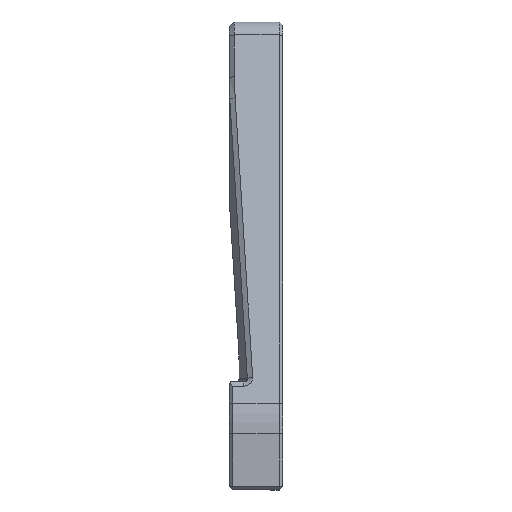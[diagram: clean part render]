
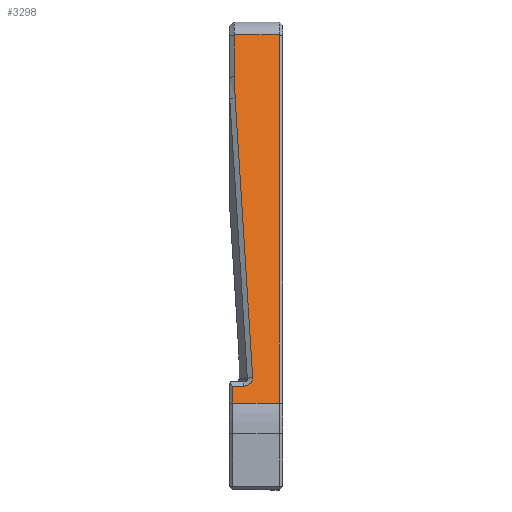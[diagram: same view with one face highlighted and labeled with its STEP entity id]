
A CAD part, left-side view. The second image highlights one B-rep face of the part: STEP entity #3298.
In plain terms, the highlighted planar face has unit normal (-0.959, 0, 0.283).
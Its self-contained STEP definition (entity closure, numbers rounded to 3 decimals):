
#17 = ORIENTED_EDGE ( 'NONE', *, *, #4754, .T. ) ;
#23 = DIRECTION ( 'NONE',  ( -0.283, 0., -0.959 ) ) ;
#178 = ORIENTED_EDGE ( 'NONE', *, *, #3353, .T. ) ;
#219 = DIRECTION ( 'NONE',  ( -0.283, 0., -0.959 ) ) ;
#232 = EDGE_CURVE ( 'NONE', #415, #649, #3629, .T. ) ;
#310 = DIRECTION ( 'NONE',  ( 0., -1., 0. ) ) ;
#415 = VERTEX_POINT ( 'NONE', #4198 ) ;
#431 = FACE_OUTER_BOUND ( 'NONE', #1622, .T. ) ;
#453 = ORIENTED_EDGE ( 'NONE', *, *, #2691, .T. ) ;
#459 = ORIENTED_EDGE ( 'NONE', *, *, #1418, .T. ) ;
#588 = VECTOR ( 'NONE', #310, 1000. ) ;
#649 = VERTEX_POINT ( 'NONE', #5428 ) ;
#739 = ORIENTED_EDGE ( 'NONE', *, *, #5628, .T. ) ;
#740 = CARTESIAN_POINT ( 'NONE',  ( -59.516, 8.675, 30.098 ) ) ;
#782 = CARTESIAN_POINT ( 'NONE',  ( -61.271, 15., 24.161 ) ) ;
#856 = CARTESIAN_POINT ( 'NONE',  ( -34.45, 13.489, 114.939 ) ) ;
#915 = CARTESIAN_POINT ( 'NONE',  ( -35.635, 13.427, 110.928 ) ) ;
#949 = CARTESIAN_POINT ( 'NONE',  ( -34.45, 13.489, 114.939 ) ) ;
#1203 = DIRECTION ( 'NONE',  ( -0.283, 0., -0.959 ) ) ;
#1347 = EDGE_CURVE ( 'NONE', #5719, #4586, #1562, .T. ) ;
#1418 = EDGE_CURVE ( 'NONE', #4586, #4129, #1924, .T. ) ;
#1562 = LINE ( 'NONE', #2616, #3979 ) ;
#1587 = CARTESIAN_POINT ( 'NONE',  ( -61.271, 14., 24.161 ) ) ;
#1613 = CARTESIAN_POINT ( 'NONE',  ( -59.736, 9.294, 29.355 ) ) ;
#1622 = EDGE_LOOP ( 'NONE', ( #453, #1959, #178, #4797, #739, #17, #1785, #459, #2992 ) ) ;
#1778 = DIRECTION ( 'NONE',  ( 0.283, 0., 0.959 ) ) ;
#1785 = ORIENTED_EDGE ( 'NONE', *, *, #1347, .T. ) ;
#1826 = CARTESIAN_POINT ( 'NONE',  ( -36.215, 13.304, 108.965 ) ) ;
#1924 = LINE ( 'NONE', #782, #588 ) ;
#1959 = ORIENTED_EDGE ( 'NONE', *, *, #5709, .T. ) ;
#2002 = VERTEX_POINT ( 'NONE', #5456 ) ;
#2029 = CARTESIAN_POINT ( 'NONE',  ( -59.337, 8.456, 30.706 ) ) ;
#2050 = VECTOR ( 'NONE', #5928, 1000. ) ;
#2187 = CARTESIAN_POINT ( 'NONE',  ( -59.865, 10.172, 28.917 ) ) ;
#2208 = DIRECTION ( 'NONE',  ( 0., 1., 0. ) ) ;
#2380 = VECTOR ( 'NONE', #1778, 1000. ) ;
#2407 = LINE ( 'NONE', #3229, #3225 ) ;
#2500 = CARTESIAN_POINT ( 'NONE',  ( -59.143, 8.43, 31.363 ) ) ;
#2590 = CARTESIAN_POINT ( 'NONE',  ( -30., 13.489, 130. ) ) ;
#2616 = CARTESIAN_POINT ( 'NONE',  ( -30., 14., 130. ) ) ;
#2632 = CARTESIAN_POINT ( 'NONE',  ( -59.885, 14., 28.852 ) ) ;
#2691 = EDGE_CURVE ( 'NONE', #3846, #2002, #5355, .T. ) ;
#2856 = PLANE ( 'NONE',  #5631 ) ;
#2892 = DIRECTION ( 'NONE',  ( 0.959, 0., -0.283 ) ) ;
#2992 = ORIENTED_EDGE ( 'NONE', *, *, #5975, .T. ) ;
#3191 = DIRECTION ( 'NONE',  ( 0., 1., 0. ) ) ;
#3212 = B_SPLINE_CURVE_WITH_KNOTS ( 'NONE', 3,
 ( #856, #3293, #915, #1826 ),
 .UNSPECIFIED., .F., .F.,
 ( 4, 4 ),
 ( 0., 1. ),
 .UNSPECIFIED. ) ;
#3225 = VECTOR ( 'NONE', #3191, 1000. ) ;
#3229 = CARTESIAN_POINT ( 'NONE',  ( -59.885, 15., 28.852 ) ) ;
#3293 = CARTESIAN_POINT ( 'NONE',  ( -35.042, 13.489, 112.933 ) ) ;
#3298 = ADVANCED_FACE ( 'NONE', ( #431 ), #2856, .F. ) ;
#3306 = CARTESIAN_POINT ( 'NONE',  ( -61.271, 1., 24.161 ) ) ;
#3317 = VECTOR ( 'NONE', #2208, 1000. ) ;
#3353 = EDGE_CURVE ( 'NONE', #4124, #415, #3212, .T. ) ;
#3518 = CARTESIAN_POINT ( 'NONE',  ( -31.059, 15., 126.417 ) ) ;
#3586 = CARTESIAN_POINT ( 'NONE',  ( -59.885, 10.839, 28.852 ) ) ;
#3629 = LINE ( 'NONE', #4395, #2050 ) ;
#3759 = LINE ( 'NONE', #2590, #4898 ) ;
#3831 = LINE ( 'NONE', #4188, #2380 ) ;
#3836 = CARTESIAN_POINT ( 'NONE',  ( -30., 15., 130. ) ) ;
#3846 = VERTEX_POINT ( 'NONE', #3908 ) ;
#3908 = CARTESIAN_POINT ( 'NONE',  ( -31.059, 1., 126.417 ) ) ;
#3979 = VECTOR ( 'NONE', #219, 1000. ) ;
#4043 = CARTESIAN_POINT ( 'NONE',  ( -59.791, 9.566, 29.169 ) ) ;
#4124 = VERTEX_POINT ( 'NONE', #949 ) ;
#4129 = VERTEX_POINT ( 'NONE', #3306 ) ;
#4188 = CARTESIAN_POINT ( 'NONE',  ( -31.059, 1., 126.417 ) ) ;
#4198 = CARTESIAN_POINT ( 'NONE',  ( -36.215, 13.304, 108.965 ) ) ;
#4395 = CARTESIAN_POINT ( 'NONE',  ( -59.228, 8.412, 31.074 ) ) ;
#4455 = CARTESIAN_POINT ( 'NONE',  ( -59.24, 8.409, 31.034 ) ) ;
#4532 = CARTESIAN_POINT ( 'NONE',  ( -59.885, 10.839, 28.852 ) ) ;
#4586 = VERTEX_POINT ( 'NONE', #1587 ) ;
#4609 = CARTESIAN_POINT ( 'NONE',  ( -59.885, 10.503, 28.852 ) ) ;
#4754 = EDGE_CURVE ( 'NONE', #5145, #5719, #2407, .T. ) ;
#4797 = ORIENTED_EDGE ( 'NONE', *, *, #232, .T. ) ;
#4898 = VECTOR ( 'NONE', #1203, 1000. ) ;
#5145 = VERTEX_POINT ( 'NONE', #4532 ) ;
#5355 = LINE ( 'NONE', #3518, #3317 ) ;
#5428 = CARTESIAN_POINT ( 'NONE',  ( -59.143, 8.43, 31.363 ) ) ;
#5456 = CARTESIAN_POINT ( 'NONE',  ( -31.059, 13.489, 126.417 ) ) ;
#5628 = EDGE_CURVE ( 'NONE', #649, #5145, #6159, .T. ) ;
#5631 = AXIS2_PLACEMENT_3D ( 'NONE', #3836, #2892, #23 ) ;
#5709 = EDGE_CURVE ( 'NONE', #2002, #4124, #3759, .T. ) ;
#5719 = VERTEX_POINT ( 'NONE', #2632 ) ;
#5928 = DIRECTION ( 'NONE',  ( -0.283, -0.06, -0.957 ) ) ;
#5975 = EDGE_CURVE ( 'NONE', #4129, #3846, #3831, .T. ) ;
#6016 = CARTESIAN_POINT ( 'NONE',  ( -59.599, 8.847, 29.82 ) ) ;
#6159 = B_SPLINE_CURVE_WITH_KNOTS ( 'NONE', 3,
 ( #2500, #4455, #2029, #740, #6016, #1613, #4043, #2187, #4609, #3586 ),
 .UNSPECIFIED., .F., .F.,
 ( 4, 2, 2, 2, 4 ),
 ( 0., 0.25, 0.5, 0.75, 1. ),
 .UNSPECIFIED. ) ;
